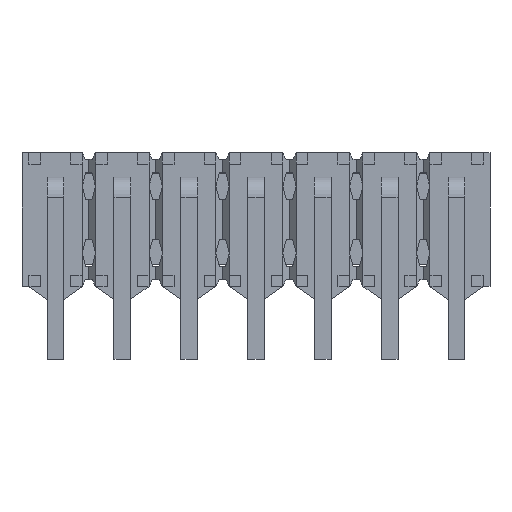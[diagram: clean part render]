
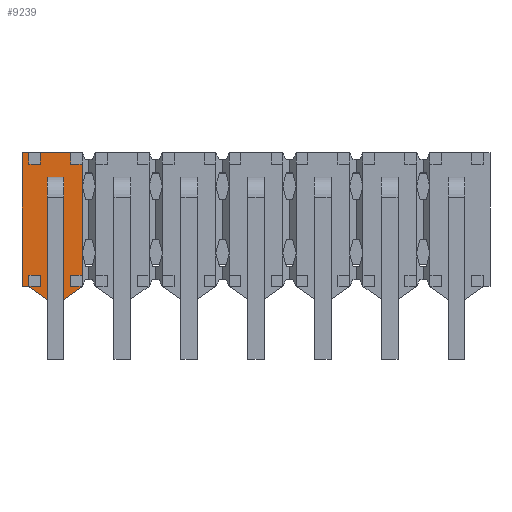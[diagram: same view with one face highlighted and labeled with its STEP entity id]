
A CAD part, front view. The second image highlights one B-rep face of the part: STEP entity #9239.
In plain terms, the highlighted planar face has unit normal (0, -1, 0).
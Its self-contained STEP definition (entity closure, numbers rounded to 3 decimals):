
#3319 = VERTEX_POINT('',#3320);
#3320 = CARTESIAN_POINT('',(6.604,0.508,1.27));
#3326 = EDGE_CURVE('',#3319,#3327,#3329,.T.);
#3327 = VERTEX_POINT('',#3328);
#3328 = CARTESIAN_POINT('',(6.604,0.508,2.108));
#3329 = LINE('',#3330,#3331);
#3330 = CARTESIAN_POINT('',(6.604,0.508,17.78));
#3331 = VECTOR('',#3332,1.);
#3332 = DIRECTION('',(0.,0.,1.));
#3335 = VERTEX_POINT('',#3336);
#3336 = CARTESIAN_POINT('',(6.604,0.508,2.54));
#3364 = EDGE_CURVE('',#3365,#3319,#3367,.T.);
#3365 = VERTEX_POINT('',#3366);
#3366 = CARTESIAN_POINT('',(6.604,0.508,-1.27));
#3367 = LINE('',#3368,#3369);
#3368 = CARTESIAN_POINT('',(6.604,0.508,17.78));
#3369 = VECTOR('',#3370,1.);
#3370 = DIRECTION('',(0.,0.,1.));
#3418 = EDGE_CURVE('',#3419,#3365,#3421,.T.);
#3419 = VERTEX_POINT('',#3420);
#3420 = CARTESIAN_POINT('',(6.604,0.508,-2.108));
#3421 = LINE('',#3422,#3423);
#3422 = CARTESIAN_POINT('',(6.604,0.508,17.78));
#3423 = VECTOR('',#3424,1.);
#3424 = DIRECTION('',(0.,0.,1.));
#4354 = VERTEX_POINT('',#4355);
#4355 = CARTESIAN_POINT('',(8.89,0.508,-2.54));
#4361 = EDGE_CURVE('',#4362,#4354,#4364,.T.);
#4362 = VERTEX_POINT('',#4363);
#4363 = CARTESIAN_POINT('',(8.626,0.508,-2.54));
#4364 = LINE('',#4365,#4366);
#4365 = CARTESIAN_POINT('',(8.89,0.508,-2.54));
#4366 = VECTOR('',#4367,1.);
#4367 = DIRECTION('',(1.,0.,0.));
#4386 = VERTEX_POINT('',#4387);
#4387 = CARTESIAN_POINT('',(8.194,0.508,-2.54));
#4393 = EDGE_CURVE('',#4394,#4386,#4396,.T.);
#4394 = VERTEX_POINT('',#4395);
#4395 = CARTESIAN_POINT('',(7.046,0.508,-2.54));
#4396 = LINE('',#4397,#4398);
#4397 = CARTESIAN_POINT('',(8.89,0.508,-2.54));
#4398 = VECTOR('',#4399,1.);
#4399 = DIRECTION('',(1.,0.,0.));
#5950 = VERTEX_POINT('',#5951);
#5951 = CARTESIAN_POINT('',(8.626,0.508,2.108));
#5957 = EDGE_CURVE('',#5958,#5950,#5960,.T.);
#5958 = VERTEX_POINT('',#5959);
#5959 = CARTESIAN_POINT('',(8.626,0.508,2.54));
#5960 = LINE('',#5961,#5962);
#5961 = CARTESIAN_POINT('',(8.626,0.508,5.08));
#5962 = VECTOR('',#5963,1.);
#5963 = DIRECTION('',(0.,0.,-1.));
#5979 = EDGE_CURVE('',#5980,#4362,#5982,.T.);
#5980 = VERTEX_POINT('',#5981);
#5981 = CARTESIAN_POINT('',(8.626,0.508,-2.108));
#5982 = LINE('',#5983,#5984);
#5983 = CARTESIAN_POINT('',(8.626,0.508,5.08));
#5984 = VECTOR('',#5985,1.);
#5985 = DIRECTION('',(0.,0.,-1.));
#6663 = EDGE_CURVE('',#6664,#6666,#6668,.T.);
#6664 = VERTEX_POINT('',#6665);
#6665 = CARTESIAN_POINT('',(8.194,0.508,2.54));
#6666 = VERTEX_POINT('',#6667);
#6667 = CARTESIAN_POINT('',(8.194,0.508,2.108));
#6668 = LINE('',#6669,#6670);
#6669 = CARTESIAN_POINT('',(8.194,0.508,5.08));
#6670 = VECTOR('',#6671,1.);
#6671 = DIRECTION('',(0.,0.,-1.));
#6696 = VERTEX_POINT('',#6697);
#6697 = CARTESIAN_POINT('',(8.194,0.508,-2.108));
#6703 = EDGE_CURVE('',#6696,#4386,#6704,.T.);
#6704 = LINE('',#6705,#6706);
#6705 = CARTESIAN_POINT('',(8.194,0.508,5.08));
#6706 = VECTOR('',#6707,1.);
#6707 = DIRECTION('',(0.,0.,-1.));
#6720 = VERTEX_POINT('',#6721);
#6721 = CARTESIAN_POINT('',(7.046,0.508,2.108));
#6727 = EDGE_CURVE('',#6728,#6720,#6730,.T.);
#6728 = VERTEX_POINT('',#6729);
#6729 = CARTESIAN_POINT('',(7.046,0.508,2.54));
#6730 = LINE('',#6731,#6732);
#6731 = CARTESIAN_POINT('',(7.046,0.508,5.08));
#6732 = VECTOR('',#6733,1.);
#6733 = DIRECTION('',(0.,0.,-1.));
#6749 = EDGE_CURVE('',#6750,#4394,#6752,.T.);
#6750 = VERTEX_POINT('',#6751);
#6751 = CARTESIAN_POINT('',(7.046,0.508,-2.108));
#6752 = LINE('',#6753,#6754);
#6753 = CARTESIAN_POINT('',(7.046,0.508,5.08));
#6754 = VECTOR('',#6755,1.);
#6755 = DIRECTION('',(0.,0.,-1.));
#6776 = EDGE_CURVE('',#6664,#5958,#6777,.T.);
#6777 = LINE('',#6778,#6779);
#6778 = CARTESIAN_POINT('',(-8.89,0.508,2.54));
#6779 = VECTOR('',#6780,1.);
#6780 = DIRECTION('',(1.,0.,0.));
#6791 = EDGE_CURVE('',#3335,#6728,#6792,.T.);
#6792 = LINE('',#6793,#6794);
#6793 = CARTESIAN_POINT('',(-8.89,0.508,2.54));
#6794 = VECTOR('',#6795,1.);
#6795 = DIRECTION('',(1.,0.,0.));
#7014 = VERTEX_POINT('',#7015);
#7015 = CARTESIAN_POINT('',(7.938,0.508,0.927));
#7021 = EDGE_CURVE('',#7014,#7022,#7024,.T.);
#7022 = VERTEX_POINT('',#7023);
#7023 = CARTESIAN_POINT('',(7.938,0.508,1.143));
#7024 = LINE('',#7025,#7026);
#7025 = CARTESIAN_POINT('',(7.938,0.508,1.562));
#7026 = VECTOR('',#7027,1.);
#7027 = DIRECTION('',(0.,0.,1.));
#7294 = VERTEX_POINT('',#7295);
#7295 = CARTESIAN_POINT('',(7.303,0.508,1.143));
#7301 = EDGE_CURVE('',#7294,#7302,#7304,.T.);
#7302 = VERTEX_POINT('',#7303);
#7303 = CARTESIAN_POINT('',(7.303,0.508,0.927));
#7304 = LINE('',#7305,#7306);
#7305 = CARTESIAN_POINT('',(7.303,0.508,0.927));
#7306 = VECTOR('',#7307,1.);
#7307 = DIRECTION('',(0.,0.,-1.));
#7572 = EDGE_CURVE('',#7302,#7014,#7573,.T.);
#7573 = LINE('',#7574,#7575);
#7574 = CARTESIAN_POINT('',(7.938,0.508,0.927));
#7575 = VECTOR('',#7576,1.);
#7576 = DIRECTION('',(1.,0.,0.));
#7596 = VERTEX_POINT('',#7597);
#7597 = CARTESIAN_POINT('',(7.303,0.508,-1.613));
#7603 = EDGE_CURVE('',#7596,#7604,#7606,.T.);
#7604 = VERTEX_POINT('',#7605);
#7605 = CARTESIAN_POINT('',(7.938,0.508,-1.613));
#7606 = LINE('',#7607,#7608);
#7607 = CARTESIAN_POINT('',(7.938,0.508,-1.613));
#7608 = VECTOR('',#7609,1.);
#7609 = DIRECTION('',(1.,0.,0.));
#7634 = EDGE_CURVE('',#7604,#7635,#7637,.T.);
#7635 = VERTEX_POINT('',#7636);
#7636 = CARTESIAN_POINT('',(7.938,0.508,-0.978));
#7637 = LINE('',#7638,#7639);
#7638 = CARTESIAN_POINT('',(7.938,0.508,-0.978));
#7639 = VECTOR('',#7640,1.);
#7640 = DIRECTION('',(0.,0.,1.));
#7665 = EDGE_CURVE('',#7635,#7666,#7668,.T.);
#7666 = VERTEX_POINT('',#7667);
#7667 = CARTESIAN_POINT('',(7.303,0.508,-0.978));
#7668 = LINE('',#7669,#7670);
#7669 = CARTESIAN_POINT('',(7.303,0.508,-0.978));
#7670 = VECTOR('',#7671,1.);
#7671 = DIRECTION('',(-1.,0.,0.));
#8440 = EDGE_CURVE('',#7666,#7596,#8441,.T.);
#8441 = LINE('',#8442,#8443);
#8442 = CARTESIAN_POINT('',(7.303,0.508,-1.613));
#8443 = VECTOR('',#8444,1.);
#8444 = DIRECTION('',(0.,0.,-1.));
#8593 = EDGE_CURVE('',#8594,#8596,#8598,.T.);
#8594 = VERTEX_POINT('',#8595);
#8595 = CARTESIAN_POINT('',(8.89,0.508,2.54));
#8596 = VERTEX_POINT('',#8597);
#8597 = CARTESIAN_POINT('',(8.636,0.508,2.54));
#8598 = LINE('',#8599,#8600);
#8599 = CARTESIAN_POINT('',(-8.89,0.508,2.54));
#8600 = VECTOR('',#8601,1.);
#8601 = DIRECTION('',(-1.,0.,0.));
#8633 = EDGE_CURVE('',#4354,#8594,#8634,.T.);
#8634 = LINE('',#8635,#8636);
#8635 = CARTESIAN_POINT('',(8.89,0.508,2.54));
#8636 = VECTOR('',#8637,1.);
#8637 = DIRECTION('',(0.,0.,1.));
#9196 = EDGE_CURVE('',#7022,#7294,#9197,.T.);
#9197 = LINE('',#9198,#9199);
#9198 = CARTESIAN_POINT('',(8.636,0.508,1.143));
#9199 = VECTOR('',#9200,1.);
#9200 = DIRECTION('',(-1.,0.,0.));
#9212 = EDGE_CURVE('',#9213,#9215,#9217,.T.);
#9213 = VERTEX_POINT('',#9214);
#9214 = CARTESIAN_POINT('',(7.292,0.508,3.023));
#9215 = VERTEX_POINT('',#9216);
#9216 = CARTESIAN_POINT('',(7.948,0.508,3.023));
#9217 = LINE('',#9218,#9219);
#9218 = CARTESIAN_POINT('',(7.292,0.508,3.023));
#9219 = VECTOR('',#9220,1.);
#9220 = DIRECTION('',(1.,0.,0.));
#9239 = ADVANCED_FACE('',(#9240,#9251,#9296,#9302),#9308,.F.);
#9240 = FACE_BOUND('',#9241,.T.);
#9241 = EDGE_LOOP('',(#9242,#9243,#9249,#9250));
#9242 = ORIENTED_EDGE('',*,*,#5957,.T.);
#9243 = ORIENTED_EDGE('',*,*,#9244,.T.);
#9244 = EDGE_CURVE('',#5950,#6666,#9245,.T.);
#9245 = LINE('',#9246,#9247);
#9246 = CARTESIAN_POINT('',(17.78,0.508,2.108));
#9247 = VECTOR('',#9248,1.);
#9248 = DIRECTION('',(-1.,0.,0.));
#9249 = ORIENTED_EDGE('',*,*,#6663,.F.);
#9250 = ORIENTED_EDGE('',*,*,#6776,.T.);
#9251 = FACE_BOUND('',#9252,.T.);
#9252 = EDGE_LOOP('',(#9253,#9259,#9260,#9261,#9262,#9268,#9269,#9270,
    #9271,#9272,#9278,#9279,#9285,#9286,#9287,#9293,#9294,#9295));
#9253 = ORIENTED_EDGE('',*,*,#9254,.F.);
#9254 = EDGE_CURVE('',#6750,#3419,#9255,.T.);
#9255 = LINE('',#9256,#9257);
#9256 = CARTESIAN_POINT('',(17.78,0.508,-2.108));
#9257 = VECTOR('',#9258,1.);
#9258 = DIRECTION('',(-1.,0.,0.));
#9259 = ORIENTED_EDGE('',*,*,#6749,.T.);
#9260 = ORIENTED_EDGE('',*,*,#4393,.T.);
#9261 = ORIENTED_EDGE('',*,*,#6703,.F.);
#9262 = ORIENTED_EDGE('',*,*,#9263,.F.);
#9263 = EDGE_CURVE('',#5980,#6696,#9264,.T.);
#9264 = LINE('',#9265,#9266);
#9265 = CARTESIAN_POINT('',(17.78,0.508,-2.108));
#9266 = VECTOR('',#9267,1.);
#9267 = DIRECTION('',(-1.,0.,0.));
#9268 = ORIENTED_EDGE('',*,*,#5979,.T.);
#9269 = ORIENTED_EDGE('',*,*,#4361,.T.);
#9270 = ORIENTED_EDGE('',*,*,#8633,.T.);
#9271 = ORIENTED_EDGE('',*,*,#8593,.T.);
#9272 = ORIENTED_EDGE('',*,*,#9273,.F.);
#9273 = EDGE_CURVE('',#9215,#8596,#9274,.T.);
#9274 = LINE('',#9275,#9276);
#9275 = CARTESIAN_POINT('',(7.948,0.508,3.023));
#9276 = VECTOR('',#9277,1.);
#9277 = DIRECTION('',(0.819,0.,-0.574));
#9278 = ORIENTED_EDGE('',*,*,#9212,.F.);
#9279 = ORIENTED_EDGE('',*,*,#9280,.F.);
#9280 = EDGE_CURVE('',#3335,#9213,#9281,.T.);
#9281 = LINE('',#9282,#9283);
#9282 = CARTESIAN_POINT('',(6.604,0.508,2.54));
#9283 = VECTOR('',#9284,1.);
#9284 = DIRECTION('',(0.819,0.,0.574));
#9285 = ORIENTED_EDGE('',*,*,#6791,.T.);
#9286 = ORIENTED_EDGE('',*,*,#6727,.T.);
#9287 = ORIENTED_EDGE('',*,*,#9288,.T.);
#9288 = EDGE_CURVE('',#6720,#3327,#9289,.T.);
#9289 = LINE('',#9290,#9291);
#9290 = CARTESIAN_POINT('',(17.78,0.508,2.108));
#9291 = VECTOR('',#9292,1.);
#9292 = DIRECTION('',(-1.,0.,0.));
#9293 = ORIENTED_EDGE('',*,*,#3326,.F.);
#9294 = ORIENTED_EDGE('',*,*,#3364,.F.);
#9295 = ORIENTED_EDGE('',*,*,#3418,.F.);
#9296 = FACE_BOUND('',#9297,.T.);
#9297 = EDGE_LOOP('',(#9298,#9299,#9300,#9301));
#9298 = ORIENTED_EDGE('',*,*,#9196,.F.);
#9299 = ORIENTED_EDGE('',*,*,#7021,.F.);
#9300 = ORIENTED_EDGE('',*,*,#7572,.F.);
#9301 = ORIENTED_EDGE('',*,*,#7301,.F.);
#9302 = FACE_BOUND('',#9303,.T.);
#9303 = EDGE_LOOP('',(#9304,#9305,#9306,#9307));
#9304 = ORIENTED_EDGE('',*,*,#8440,.F.);
#9305 = ORIENTED_EDGE('',*,*,#7665,.F.);
#9306 = ORIENTED_EDGE('',*,*,#7634,.F.);
#9307 = ORIENTED_EDGE('',*,*,#7603,.F.);
#9308 = PLANE('',#9309);
#9309 = AXIS2_PLACEMENT_3D('',#9310,#9311,#9312);
#9310 = CARTESIAN_POINT('',(0.,0.508,0.));
#9311 = DIRECTION('',(0.,1.,0.));
#9312 = DIRECTION('',(0.,-0.,1.));
